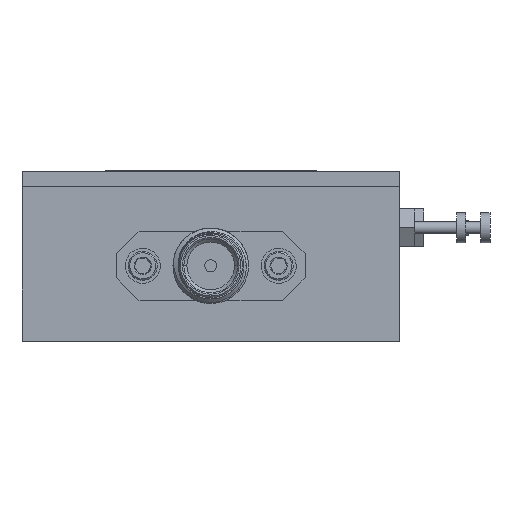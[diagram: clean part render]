
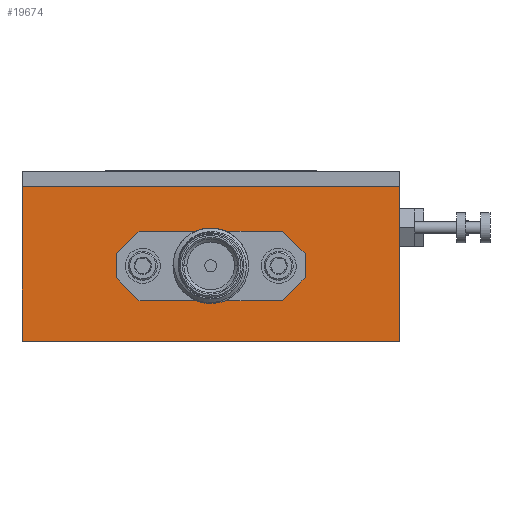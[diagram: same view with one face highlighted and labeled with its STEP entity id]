
A CAD part, left-side view. The second image highlights one B-rep face of the part: STEP entity #19674.
In plain terms, the highlighted planar face has unit normal (-1, 0, 0).
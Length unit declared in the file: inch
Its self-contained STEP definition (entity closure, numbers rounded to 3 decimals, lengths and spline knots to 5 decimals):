
#4 = CARTESIAN_POINT ( 'NONE',  ( -0.625, 0.3125, 0.0835 ) ) ;
#401 = CARTESIAN_POINT ( 'NONE',  ( -0.625, 0.2375, 0.0835 ) ) ;
#924 = LINE ( 'NONE', #34274, #16969 ) ;
#1424 = DIRECTION ( 'NONE',  ( 1., 0., 0. ) ) ;
#1565 = VECTOR ( 'NONE', #9805, 39.37008 ) ;
#1718 = DIRECTION ( 'NONE',  ( 0., 1., 0. ) ) ;
#2717 = DIRECTION ( 'NONE',  ( 0., -0.707, 0.707 ) ) ;
#3311 = CARTESIAN_POINT ( 'NONE',  ( -0.625, -0.625, 0.2315 ) ) ;
#3341 = ORIENTED_EDGE ( 'NONE', *, *, #16236, .F. ) ;
#3419 = ORIENTED_EDGE ( 'NONE', *, *, #38981, .F. ) ;
#3483 = FACE_OUTER_BOUND ( 'NONE', #27935, .T. ) ;
#3817 = EDGE_LOOP ( 'NONE', ( #42362, #14684, #3341, #6249, #35601, #35768, #3419, #42298 ) ) ;
#3948 = VECTOR ( 'NONE', #2717, 39.37008 ) ;
#5736 = LINE ( 'NONE', #25738, #20847 ) ;
#5855 = VERTEX_POINT ( 'NONE', #8481 ) ;
#6249 = ORIENTED_EDGE ( 'NONE', *, *, #42016, .T. ) ;
#6339 = VECTOR ( 'NONE', #29008, 39.37008 ) ;
#6697 = VERTEX_POINT ( 'NONE', #43696 ) ;
#6746 = CARTESIAN_POINT ( 'NONE',  ( -0.625, -0.3125, -0.1465 ) ) ;
#7056 = CARTESIAN_POINT ( 'NONE',  ( -0.625, -0.3125, -0.0715 ) ) ;
#7162 = EDGE_CURVE ( 'NONE', #30525, #37903, #37191, .T. ) ;
#8481 = CARTESIAN_POINT ( 'NONE',  ( -0.625, 0.625, 0.2315 ) ) ;
#9089 = CARTESIAN_POINT ( 'NONE',  ( -0.625, -0.625, 0.2815 ) ) ;
#9299 = DIRECTION ( 'NONE',  ( 0., -1., 0. ) ) ;
#9805 = DIRECTION ( 'NONE',  ( 0., 0., -1. ) ) ;
#10071 = LINE ( 'NONE', #6746, #26520 ) ;
#10427 = CARTESIAN_POINT ( 'NONE',  ( -0.625, 0.3125, 0.0085 ) ) ;
#11502 = VECTOR ( 'NONE', #34895, 39.37008 ) ;
#11675 = VERTEX_POINT ( 'NONE', #16022 ) ;
#11934 = CARTESIAN_POINT ( 'NONE',  ( -0.625, -0.625, -0.2815 ) ) ;
#13548 = VERTEX_POINT ( 'NONE', #40781 ) ;
#14361 = FACE_BOUND ( 'NONE', #3817, .T. ) ;
#14684 = ORIENTED_EDGE ( 'NONE', *, *, #7162, .T. ) ;
#14896 = EDGE_CURVE ( 'NONE', #30525, #13548, #10071, .T. ) ;
#15235 = VECTOR ( 'NONE', #43647, 39.37008 ) ;
#15518 = DIRECTION ( 'NONE',  ( 0., 0., 1. ) ) ;
#16022 = CARTESIAN_POINT ( 'NONE',  ( -0.625, -0.3125, 0.0085 ) ) ;
#16213 = DIRECTION ( 'NONE',  ( 0., 0., -1. ) ) ;
#16236 = EDGE_CURVE ( 'NONE', #27307, #37903, #23793, .T. ) ;
#16764 = CARTESIAN_POINT ( 'NONE',  ( -0.625, 0.17625, -0.20775 ) ) ;
#16957 = DIRECTION ( 'NONE',  ( 0., -1., 0. ) ) ;
#16969 = VECTOR ( 'NONE', #30941, 39.37008 ) ;
#18624 = LINE ( 'NONE', #35911, #27829 ) ;
#18647 = VECTOR ( 'NONE', #9299, 39.37008 ) ;
#18995 = DIRECTION ( 'NONE',  ( 0., 0., -1. ) ) ;
#19032 = EDGE_CURVE ( 'NONE', #27136, #33164, #18624, .T. ) ;
#19674 = ADVANCED_FACE ( 'NONE', ( #14361, #3483 ), #30558, .F. ) ;
#20029 = EDGE_CURVE ( 'NONE', #27136, #11675, #20320, .T. ) ;
#20079 = AXIS2_PLACEMENT_3D ( 'NONE', #25217, #1424, #18995 ) ;
#20320 = LINE ( 'NONE', #27618, #29275 ) ;
#20847 = VECTOR ( 'NONE', #15518, 39.37008 ) ;
#22470 = VERTEX_POINT ( 'NONE', #40115 ) ;
#23089 = CARTESIAN_POINT ( 'NONE',  ( -0.625, -0.2375, 0.0835 ) ) ;
#23109 = ORIENTED_EDGE ( 'NONE', *, *, #24803, .T. ) ;
#23153 = CARTESIAN_POINT ( 'NONE',  ( -0.625, -0.625, 0.2315 ) ) ;
#23793 = LINE ( 'NONE', #4, #1565 ) ;
#24266 = CARTESIAN_POINT ( 'NONE',  ( -0.625, -0.17625, -0.20775 ) ) ;
#24803 = EDGE_CURVE ( 'NONE', #5855, #22470, #924, .T. ) ;
#24806 = VECTOR ( 'NONE', #16213, 39.37008 ) ;
#25217 = CARTESIAN_POINT ( 'NONE',  ( -0.625, -0.625, 0.2815 ) ) ;
#25738 = CARTESIAN_POINT ( 'NONE',  ( -0.625, -0.3125, 0.0835 ) ) ;
#26252 = EDGE_CURVE ( 'NONE', #22470, #6697, #32562, .T. ) ;
#26520 = VECTOR ( 'NONE', #16957, 39.37008 ) ;
#27079 = EDGE_CURVE ( 'NONE', #42033, #6697, #36421, .T. ) ;
#27136 = VERTEX_POINT ( 'NONE', #23089 ) ;
#27307 = VERTEX_POINT ( 'NONE', #10427 ) ;
#27618 = CARTESIAN_POINT ( 'NONE',  ( -0.625, -0.17625, 0.14475 ) ) ;
#27829 = VECTOR ( 'NONE', #1718, 39.37008 ) ;
#27935 = EDGE_LOOP ( 'NONE', ( #41274, #23109, #35244, #32873 ) ) ;
#29008 = DIRECTION ( 'NONE',  ( 0., -1., 0. ) ) ;
#29275 = VECTOR ( 'NONE', #30962, 39.37008 ) ;
#29376 = LINE ( 'NONE', #42941, #3948 ) ;
#30525 = VERTEX_POINT ( 'NONE', #35216 ) ;
#30558 = PLANE ( 'NONE',  #20079 ) ;
#30941 = DIRECTION ( 'NONE',  ( 0., 0., -1. ) ) ;
#30962 = DIRECTION ( 'NONE',  ( 0., -0.707, -0.707 ) ) ;
#31134 = LINE ( 'NONE', #24266, #11502 ) ;
#31672 = EDGE_CURVE ( 'NONE', #42407, #13548, #31134, .T. ) ;
#32562 = LINE ( 'NONE', #11934, #6339 ) ;
#32873 = ORIENTED_EDGE ( 'NONE', *, *, #27079, .F. ) ;
#33164 = VERTEX_POINT ( 'NONE', #401 ) ;
#34274 = CARTESIAN_POINT ( 'NONE',  ( -0.625, 0.625, 0.2815 ) ) ;
#34895 = DIRECTION ( 'NONE',  ( 0., 0.707, -0.707 ) ) ;
#35216 = CARTESIAN_POINT ( 'NONE',  ( -0.625, 0.2375, -0.1465 ) ) ;
#35244 = ORIENTED_EDGE ( 'NONE', *, *, #26252, .T. ) ;
#35431 = EDGE_CURVE ( 'NONE', #5855, #42033, #43534, .T. ) ;
#35601 = ORIENTED_EDGE ( 'NONE', *, *, #19032, .F. ) ;
#35768 = ORIENTED_EDGE ( 'NONE', *, *, #20029, .T. ) ;
#35911 = CARTESIAN_POINT ( 'NONE',  ( -0.625, -0.3125, 0.0835 ) ) ;
#35967 = CARTESIAN_POINT ( 'NONE',  ( -0.625, 0.3125, -0.0715 ) ) ;
#36421 = LINE ( 'NONE', #9089, #24806 ) ;
#37191 = LINE ( 'NONE', #16764, #15235 ) ;
#37903 = VERTEX_POINT ( 'NONE', #35967 ) ;
#38981 = EDGE_CURVE ( 'NONE', #42407, #11675, #5736, .T. ) ;
#40115 = CARTESIAN_POINT ( 'NONE',  ( -0.625, 0.625, -0.2815 ) ) ;
#40781 = CARTESIAN_POINT ( 'NONE',  ( -0.625, -0.2375, -0.1465 ) ) ;
#41274 = ORIENTED_EDGE ( 'NONE', *, *, #35431, .F. ) ;
#42016 = EDGE_CURVE ( 'NONE', #27307, #33164, #29376, .T. ) ;
#42033 = VERTEX_POINT ( 'NONE', #23153 ) ;
#42298 = ORIENTED_EDGE ( 'NONE', *, *, #31672, .T. ) ;
#42362 = ORIENTED_EDGE ( 'NONE', *, *, #14896, .F. ) ;
#42407 = VERTEX_POINT ( 'NONE', #7056 ) ;
#42941 = CARTESIAN_POINT ( 'NONE',  ( -0.625, 0.17625, 0.14475 ) ) ;
#43534 = LINE ( 'NONE', #3311, #18647 ) ;
#43647 = DIRECTION ( 'NONE',  ( 0., 0.707, 0.707 ) ) ;
#43696 = CARTESIAN_POINT ( 'NONE',  ( -0.625, -0.625, -0.2815 ) ) ;
